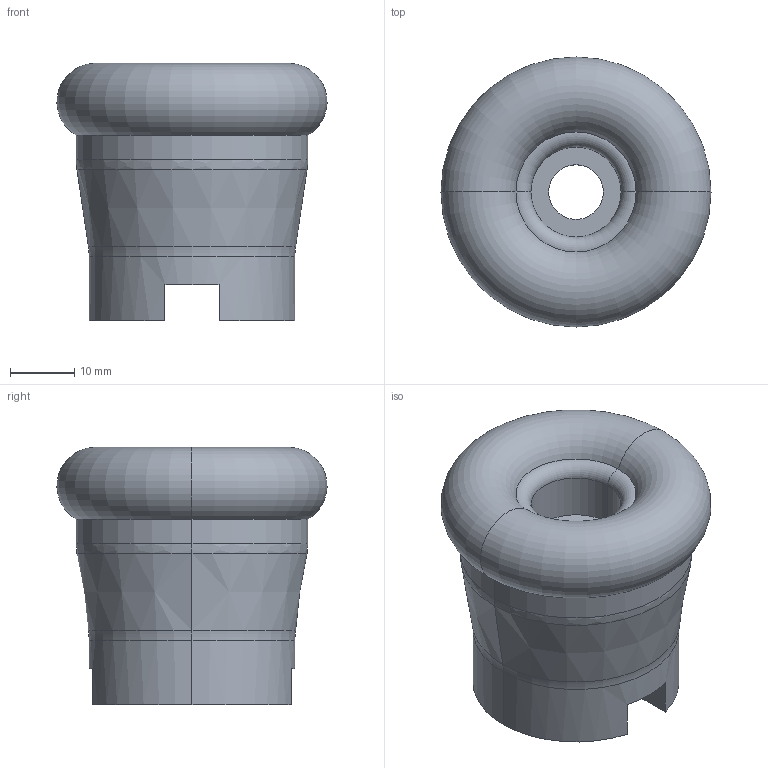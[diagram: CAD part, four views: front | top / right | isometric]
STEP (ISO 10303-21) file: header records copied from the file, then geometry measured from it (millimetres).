
FILE_DESCRIPTION (( 'STEP AP203' ), '1' );
FILE_NAME ('S808W 042 40 04 12-.STEP', '2019-04-04T08:08:00', ( '' ), ( '' ), 'SwSTEP 2.0', 'SolidWorks 2018', '' );
FILE_SCHEMA (( 'CONFIG_CONTROL_DESIGN' ));
Length unit declared in the file: millimetre
Products named in the file (1): S808W 042 40 04 12-
Bounding box: 41.99 x 41.99 x 39.99 mm (x, y, z)
Volume: 31544.1 mm3; surface area: 7991.2 mm2
Topology: 1 solids, 1 shells, 32 faces, 74 edges, 44 vertices
Faces by surface type: cylinder 10, plane 10, torus 8, cone 4
Entity records: 1002 total; most frequent: DIRECTION 180, CARTESIAN_POINT 166, ORIENTED_EDGE 148, AXIS2_PLACEMENT_3D 77, EDGE_CURVE 74, CIRCLE 44, VERTEX_POINT 44, EDGE_LOOP 34
